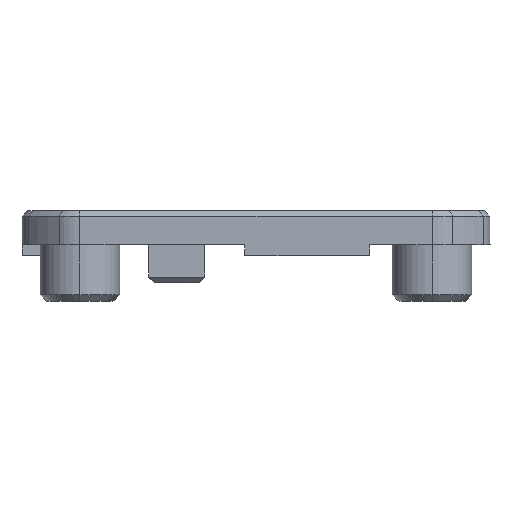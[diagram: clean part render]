
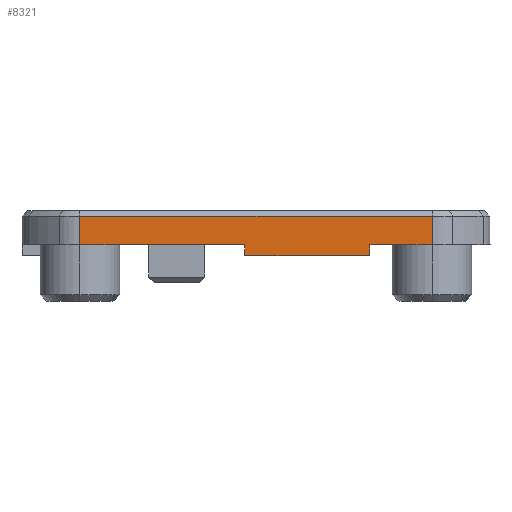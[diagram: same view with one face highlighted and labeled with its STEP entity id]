
A CAD part, left-side view. The second image highlights one B-rep face of the part: STEP entity #8321.
In plain terms, the highlighted planar face has unit normal (-1, 0, 0).
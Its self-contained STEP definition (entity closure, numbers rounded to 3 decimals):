
#16 = ORIENTED_EDGE ( 'NONE', *, *, #15148, .F. ) ;
#42 = DIRECTION ( 'NONE',  ( 0., 0., 1. ) ) ;
#56 = DIRECTION ( 'NONE',  ( 0., 0., -1. ) ) ;
#487 = CARTESIAN_POINT ( 'NONE',  ( -5.1, -0.006, 5. ) ) ;
#666 = VECTOR ( 'NONE', #56, 1000. ) ;
#924 = DIRECTION ( 'NONE',  ( 0., 1., 0. ) ) ;
#1202 = ORIENTED_EDGE ( 'NONE', *, *, #11888, .T. ) ;
#1347 = LINE ( 'NONE', #11996, #13679 ) ;
#1392 = CARTESIAN_POINT ( 'NONE',  ( -5.1, 31.006, 7.5 ) ) ;
#3055 = CARTESIAN_POINT ( 'NONE',  ( -5.1, 16.487, 5. ) ) ;
#3204 = EDGE_CURVE ( 'NONE', #16398, #6600, #9304, .T. ) ;
#3260 = DIRECTION ( 'NONE',  ( 0., 0., -1. ) ) ;
#3547 = LINE ( 'NONE', #8881, #6618 ) ;
#4128 = PLANE ( 'NONE',  #5491 ) ;
#4252 = VECTOR ( 'NONE', #5173, 1000. ) ;
#4426 = EDGE_CURVE ( 'NONE', #4706, #15287, #9622, .T. ) ;
#4609 = CARTESIAN_POINT ( 'NONE',  ( -5.1, 23.253, 5. ) ) ;
#4706 = VERTEX_POINT ( 'NONE', #3055 ) ;
#4812 = ORIENTED_EDGE ( 'NONE', *, *, #12792, .F. ) ;
#5173 = DIRECTION ( 'NONE',  ( 0., 1., 0. ) ) ;
#5491 = AXIS2_PLACEMENT_3D ( 'NONE', #8040, #7787, #14418 ) ;
#5863 = ORIENTED_EDGE ( 'NONE', *, *, #4426, .T. ) ;
#6072 = CARTESIAN_POINT ( 'NONE',  ( -5.1, 31.006, 5. ) ) ;
#6258 = LINE ( 'NONE', #7723, #11774 ) ;
#6600 = VERTEX_POINT ( 'NONE', #1392 ) ;
#6618 = VECTOR ( 'NONE', #924, 1000. ) ;
#7033 = VERTEX_POINT ( 'NONE', #13928 ) ;
#7723 = CARTESIAN_POINT ( 'NONE',  ( -5.1, 23.253, 7.5 ) ) ;
#7787 = DIRECTION ( 'NONE',  ( -1., 0., 0. ) ) ;
#7945 = LINE ( 'NONE', #17113, #4252 ) ;
#7953 = EDGE_CURVE ( 'NONE', #12835, #9375, #3547, .T. ) ;
#8040 = CARTESIAN_POINT ( 'NONE',  ( -5.1, 31.006, 5. ) ) ;
#8088 = LINE ( 'NONE', #9735, #666 ) ;
#8321 = ADVANCED_FACE ( 'NONE', ( #11703 ), #4128, .T. ) ;
#8419 = VECTOR ( 'NONE', #12632, 1000. ) ;
#8489 = CARTESIAN_POINT ( 'NONE',  ( -5.1, 16.487, 4.04 ) ) ;
#8861 = ORIENTED_EDGE ( 'NONE', *, *, #3204, .F. ) ;
#8881 = CARTESIAN_POINT ( 'NONE',  ( -5.1, 23.253, 5. ) ) ;
#9304 = LINE ( 'NONE', #14620, #14060 ) ;
#9375 = VERTEX_POINT ( 'NONE', #14179 ) ;
#9622 = LINE ( 'NONE', #13638, #16598 ) ;
#9735 = CARTESIAN_POINT ( 'NONE',  ( -5.1, 5.5, 5. ) ) ;
#11548 = DIRECTION ( 'NONE',  ( 0., -1., 0. ) ) ;
#11703 = FACE_OUTER_BOUND ( 'NONE', #14928, .T. ) ;
#11774 = VECTOR ( 'NONE', #11548, 1000. ) ;
#11840 = VERTEX_POINT ( 'NONE', #12178 ) ;
#11888 = EDGE_CURVE ( 'NONE', #12835, #7033, #1347, .T. ) ;
#11996 = CARTESIAN_POINT ( 'NONE',  ( -5.1, -0.006, 5. ) ) ;
#12156 = ORIENTED_EDGE ( 'NONE', *, *, #17033, .F. ) ;
#12178 = CARTESIAN_POINT ( 'NONE',  ( -5.1, 5.5, 4.04 ) ) ;
#12632 = DIRECTION ( 'NONE',  ( 0., 1., 0. ) ) ;
#12792 = EDGE_CURVE ( 'NONE', #4706, #16398, #15231, .T. ) ;
#12835 = VERTEX_POINT ( 'NONE', #487 ) ;
#13638 = CARTESIAN_POINT ( 'NONE',  ( -5.1, 16.487, 5. ) ) ;
#13679 = VECTOR ( 'NONE', #42, 1000. ) ;
#13928 = CARTESIAN_POINT ( 'NONE',  ( -5.1, -0.006, 7.5 ) ) ;
#14060 = VECTOR ( 'NONE', #14714, 1000. ) ;
#14179 = CARTESIAN_POINT ( 'NONE',  ( -5.1, 5.5, 5. ) ) ;
#14418 = DIRECTION ( 'NONE',  ( 0., 0., 1. ) ) ;
#14620 = CARTESIAN_POINT ( 'NONE',  ( -5.1, 31.006, 5. ) ) ;
#14714 = DIRECTION ( 'NONE',  ( 0., 0., 1. ) ) ;
#14928 = EDGE_LOOP ( 'NONE', ( #16420, #1202, #16673, #8861, #4812, #5863, #16, #12156 ) ) ;
#15148 = EDGE_CURVE ( 'NONE', #11840, #15287, #7945, .T. ) ;
#15231 = LINE ( 'NONE', #4609, #8419 ) ;
#15287 = VERTEX_POINT ( 'NONE', #8489 ) ;
#16234 = EDGE_CURVE ( 'NONE', #6600, #7033, #6258, .T. ) ;
#16398 = VERTEX_POINT ( 'NONE', #6072 ) ;
#16420 = ORIENTED_EDGE ( 'NONE', *, *, #7953, .F. ) ;
#16598 = VECTOR ( 'NONE', #3260, 1000. ) ;
#16673 = ORIENTED_EDGE ( 'NONE', *, *, #16234, .F. ) ;
#17033 = EDGE_CURVE ( 'NONE', #9375, #11840, #8088, .T. ) ;
#17113 = CARTESIAN_POINT ( 'NONE',  ( -5.1, 5.5, 4.04 ) ) ;
